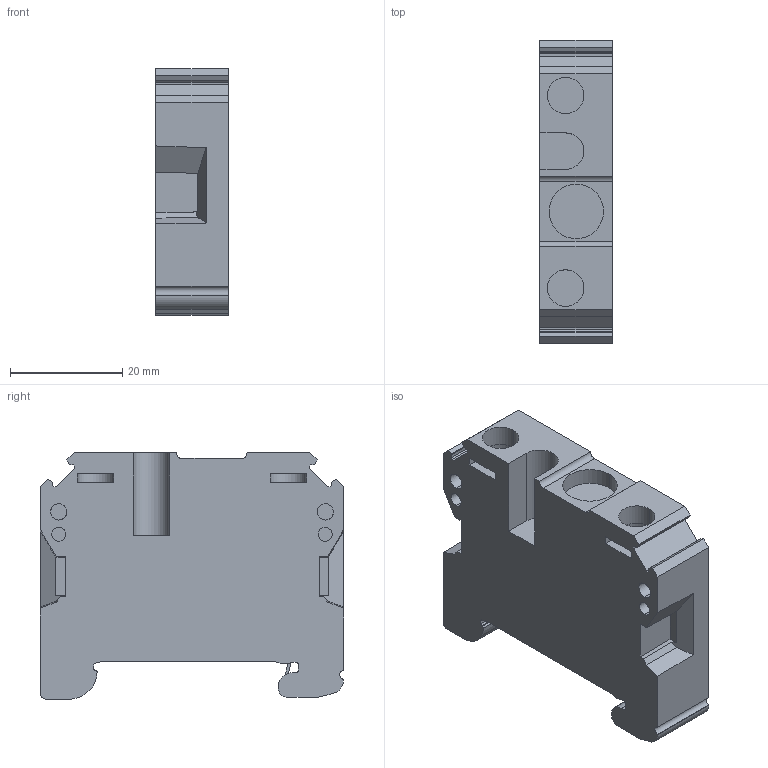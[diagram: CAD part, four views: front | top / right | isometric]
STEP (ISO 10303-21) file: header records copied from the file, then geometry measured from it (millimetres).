
FILE_DESCRIPTION(('CATIA V5 STEP Exchange','CAx-IF Rec.Pracs.--- Model Styling and Organization---1.5--- 2016-08-15','CAx-IF Rec.Pracs.---Supplemental Geometry---1.0---2011-11-01','CAx-IF Rec.Pracs.--- Composite Materials ---1.1---2010-07-15'),'2;1');
FILE_NAME ('D1445789_0', '2025-09-22T06:15:30+00:00', ('none'), ('Weidmueller'), 'CATIA Version 5-6 Release 2024 SP4', 'CATIA V5 STEP AP214 v3', 'none');
FILE_SCHEMA(('AUTOMOTIVE_DESIGN { 1 0 10303 214 1 1 1 1 }'));
Length unit declared in the file: millimetre
Products named in the file (1): SAKS_1/35_G20_LD_24DC
Bounding box: 12.9 x 54 x 43.9 mm (x, y, z)
Volume: 24466.2 mm3; surface area: 7882.5 mm2
Topology: 2 solids, 2 shells, 139 faces, 380 edges, 252 vertices
Faces by surface type: plane 95, cylinder 36, extrusion 8
Entity records: 4480 total; most frequent: CARTESIAN_POINT 1074, ORIENTED_EDGE 760, DIRECTION 570, EDGE_CURVE 380, VECTOR 294, LINE 286, VERTEX_POINT 252, AXIS2_PLACEMENT_3D 172
